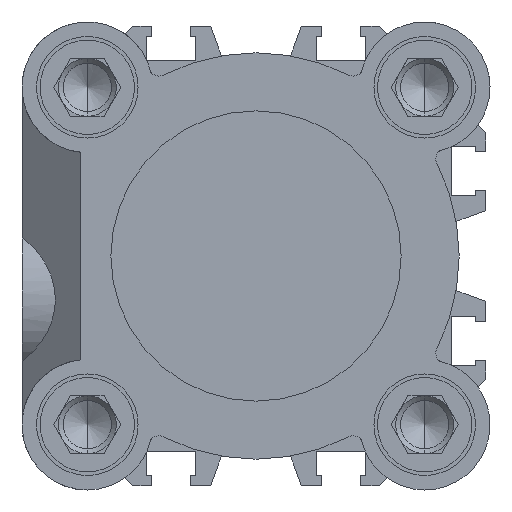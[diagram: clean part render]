
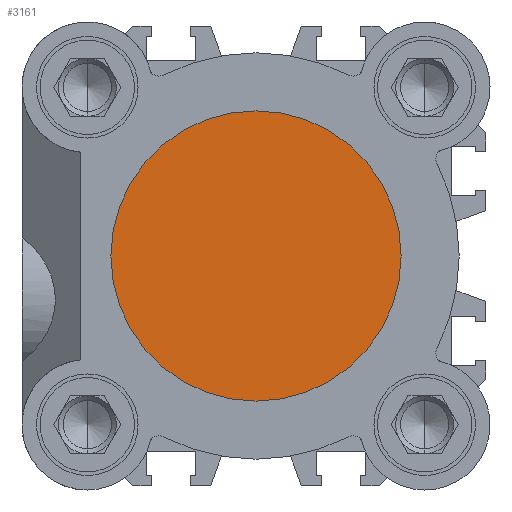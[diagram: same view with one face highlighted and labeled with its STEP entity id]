
A CAD part, left-side view. The second image highlights one B-rep face of the part: STEP entity #3161.
In plain terms, the highlighted face is planar.
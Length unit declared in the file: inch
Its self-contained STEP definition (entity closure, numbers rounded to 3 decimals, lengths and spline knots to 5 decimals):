
#559 = CARTESIAN_POINT ( 'NONE',  ( 0.15748, 0., -0.7874 ) ) ;
#1088 = DIRECTION ( 'NONE',  ( 0., 0., 1. ) ) ;
#1109 = DIRECTION ( 'NONE',  ( -1., 0., 0. ) ) ;
#1378 = VERTEX_POINT ( 'NONE', #559 ) ;
#1870 = CIRCLE ( 'NONE', #2986, 0.7874 ) ;
#2415 = EDGE_CURVE ( 'NONE', #1378, #8818, #9412, .T. ) ;
#2418 = EDGE_CURVE ( 'NONE', #8818, #1378, #1870, .T. ) ;
#2986 = AXIS2_PLACEMENT_3D ( 'NONE', #9972, #4116, #10975 ) ;
#3161 = ADVANCED_FACE ( 'NONE', ( #4945 ), #11918, .F. ) ;
#3650 = AXIS2_PLACEMENT_3D ( 'NONE', #7052, #1109, #8026 ) ;
#4116 = DIRECTION ( 'NONE',  ( -1., 0., 0. ) ) ;
#4792 = CARTESIAN_POINT ( 'NONE',  ( 0.15748, 0., 0.7874 ) ) ;
#4895 = AXIS2_PLACEMENT_3D ( 'NONE', #6016, #7036, #1088 ) ;
#4945 = FACE_OUTER_BOUND ( 'NONE', #9821, .T. ) ;
#6016 = CARTESIAN_POINT ( 'NONE',  ( 0.15748, 0.7874, 0. ) ) ;
#7036 = DIRECTION ( 'NONE',  ( -1., 0., 0. ) ) ;
#7052 = CARTESIAN_POINT ( 'NONE',  ( 0.15748, 0., 0. ) ) ;
#8026 = DIRECTION ( 'NONE',  ( 0., 0., 1. ) ) ;
#8587 = ORIENTED_EDGE ( 'NONE', *, *, #2415, .F. ) ;
#8818 = VERTEX_POINT ( 'NONE', #4792 ) ;
#9280 = ORIENTED_EDGE ( 'NONE', *, *, #2418, .F. ) ;
#9412 = CIRCLE ( 'NONE', #3650, 0.7874 ) ;
#9821 = EDGE_LOOP ( 'NONE', ( #9280, #8587 ) ) ;
#9972 = CARTESIAN_POINT ( 'NONE',  ( 0.15748, 0., 0. ) ) ;
#10975 = DIRECTION ( 'NONE',  ( 0., 0., 1. ) ) ;
#11918 = PLANE ( 'NONE',  #4895 ) ;
